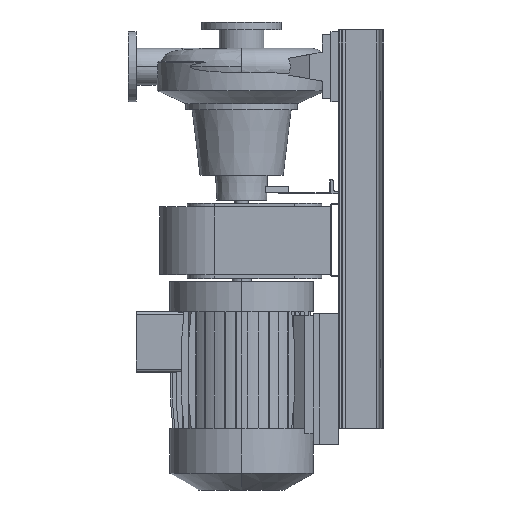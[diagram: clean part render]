
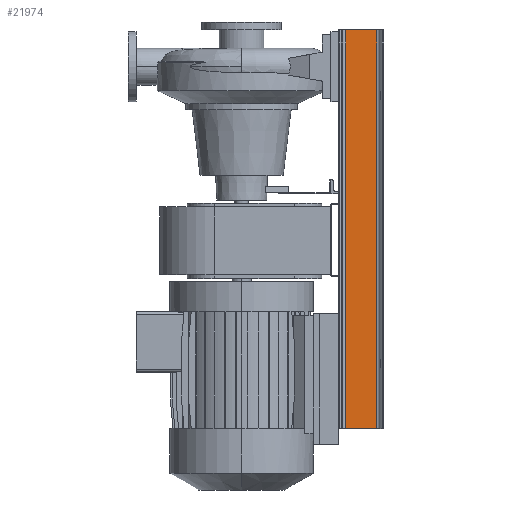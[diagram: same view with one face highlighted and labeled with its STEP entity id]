
A CAD part, left-side view. The second image highlights one B-rep face of the part: STEP entity #21974.
In plain terms, the highlighted face is planar.
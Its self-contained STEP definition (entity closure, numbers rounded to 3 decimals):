
#321 = EDGE_CURVE ( 'NONE', #15440, #7548, #16635, .T. ) ;
#1041 = CARTESIAN_POINT ( 'NONE',  ( 625., 21.078, -187. ) ) ;
#1085 = DIRECTION ( 'NONE',  ( -1., 0., 0. ) ) ;
#1097 = DIRECTION ( 'NONE',  ( 1., 0., 0. ) ) ;
#1440 = VERTEX_POINT ( 'NONE', #13966 ) ;
#2933 = LINE ( 'NONE', #10462, #18319 ) ;
#3070 = FACE_OUTER_BOUND ( 'NONE', #21976, .T. ) ;
#3162 = CARTESIAN_POINT ( 'NONE',  ( 625., 118.922, -187. ) ) ;
#5192 = ORIENTED_EDGE ( 'NONE', *, *, #9003, .T. ) ;
#6557 = VECTOR ( 'NONE', #18610, 1000. ) ;
#6651 = PLANE ( 'NONE',  #15706 ) ;
#7548 = VERTEX_POINT ( 'NONE', #11169 ) ;
#8083 = EDGE_CURVE ( 'NONE', #10992, #1440, #11132, .T. ) ;
#8742 = CARTESIAN_POINT ( 'NONE',  ( 625., 118.922, -187. ) ) ;
#9003 = EDGE_CURVE ( 'NONE', #15440, #10992, #19708, .T. ) ;
#10462 = CARTESIAN_POINT ( 'NONE',  ( 625., 118.922, -187. ) ) ;
#10992 = VERTEX_POINT ( 'NONE', #19038 ) ;
#11132 = LINE ( 'NONE', #12884, #15034 ) ;
#11169 = CARTESIAN_POINT ( 'NONE',  ( 625., 118.922, -187. ) ) ;
#12635 = DIRECTION ( 'NONE',  ( 0., 1., 0. ) ) ;
#12725 = ORIENTED_EDGE ( 'NONE', *, *, #16131, .F. ) ;
#12884 = CARTESIAN_POINT ( 'NONE',  ( -625., 118.922, -187. ) ) ;
#13966 = CARTESIAN_POINT ( 'NONE',  ( -625., 118.922, -187. ) ) ;
#14320 = DIRECTION ( 'NONE',  ( 0., 0., 1. ) ) ;
#15034 = VECTOR ( 'NONE', #12635, 1000. ) ;
#15440 = VERTEX_POINT ( 'NONE', #18556 ) ;
#15706 = AXIS2_PLACEMENT_3D ( 'NONE', #8742, #14320, #1097 ) ;
#15828 = ORIENTED_EDGE ( 'NONE', *, *, #8083, .T. ) ;
#16131 = EDGE_CURVE ( 'NONE', #7548, #1440, #2933, .T. ) ;
#16635 = LINE ( 'NONE', #3162, #6557 ) ;
#17855 = DIRECTION ( 'NONE',  ( -1., 0., 0. ) ) ;
#18319 = VECTOR ( 'NONE', #1085, 1000. ) ;
#18556 = CARTESIAN_POINT ( 'NONE',  ( 625., 21.078, -187. ) ) ;
#18610 = DIRECTION ( 'NONE',  ( 0., 1., 0. ) ) ;
#19038 = CARTESIAN_POINT ( 'NONE',  ( -625., 21.078, -187. ) ) ;
#19708 = LINE ( 'NONE', #1041, #19803 ) ;
#19803 = VECTOR ( 'NONE', #17855, 1000. ) ;
#21974 = ADVANCED_FACE ( 'NONE', ( #3070 ), #6651, .F. ) ;
#21976 = EDGE_LOOP ( 'NONE', ( #15828, #12725, #22260, #5192 ) ) ;
#22260 = ORIENTED_EDGE ( 'NONE', *, *, #321, .F. ) ;
